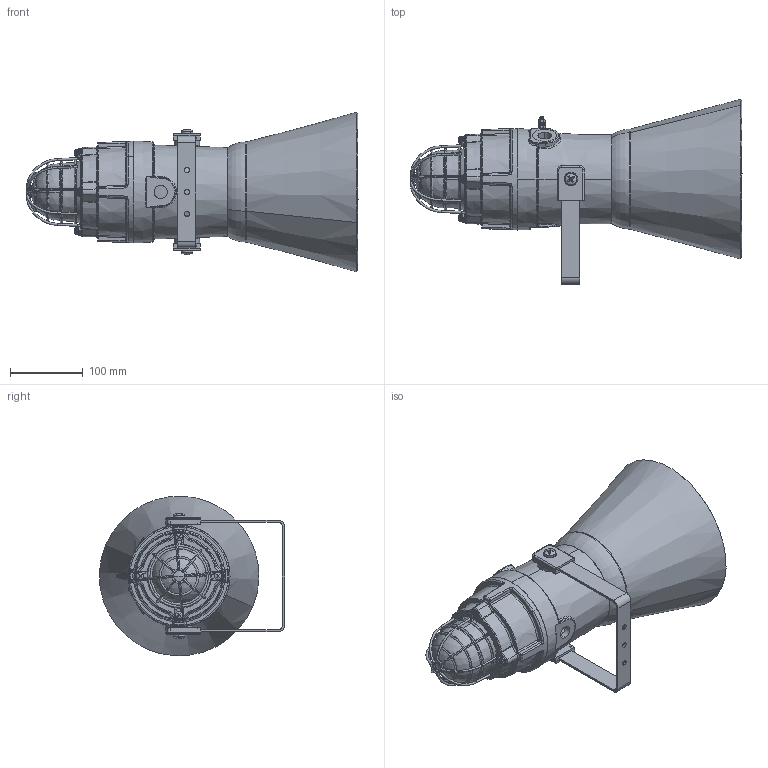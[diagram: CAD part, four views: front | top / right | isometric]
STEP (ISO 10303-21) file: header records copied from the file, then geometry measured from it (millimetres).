
FILE_DESCRIPTION (( 'STEP AP214' ), '1' );
FILE_NAME ('D190-05-401-3D_Issue_1.STEP', '2022-01-21T11:20:29', ( '' ), ( '' ), 'SwSTEP 2.0', 'SolidWorks 2021', '' );
FILE_SCHEMA (( 'AUTOMOTIVE_DESIGN' ));
Length unit declared in the file: millimetre
Products named in the file (21): Nose Cone Label LARGE; SCSTUDM5A4; SCSSM5X16A4P; S120 horn; beacon sub assy; WAM5A4; WASGM8A4; d190 lens_Diffused; WAM8A4; WASGM5A4; D2410-3D_Issue_B; SCNUTM5A4; OR544NIT070_Installed D190; D2489-3D_Issue_B_OD115; D2430-3D_Issue_B; D2411-3D_Issue_A; sounder body casting_Machined; D190-05-401-3D_Issue_1; SCSSM8X20A4P; sounder sub assy_S120 Sounder assembly; beacon casting_Machining 2D
Assembly tree (40 placements, depth 3):
  D190-05-401-3D_Issue_1
    sounder sub assy_S120 Sounder assembly
      sounder body casting_Machined
      D2430-3D_Issue_B
      D2411-3D_Issue_A  x2
      D2410-3D_Issue_B  x2
      WAM8A4  x2
      WASGM8A4  x2
      SCSSM8X20A4P  x2
      SCSTUDM5A4
      WAM5A4  x3
      WASGM5A4  x2
      SCNUTM5A4  x2
    beacon sub assy
      beacon casting_Machining 2D
      D2489-3D_Issue_B_OD115
      SCSSM5X16A4P  x4
      WAM5A4  x4
      WASGM5A4  x4
      d190 lens_Diffused
    OR544NIT070_Installed D190
    S120 horn
    Nose Cone Label LARGE
Bounding box: 456.47 x 254.68 x 219.36 mm (x, y, z)
Volume: 3378888.4 mm3; surface area: 521410.9 mm2
Topology: 50 solids, 50 shells, 1878 faces, 4589 edges, 2778 vertices
Faces by surface type: cylinder 645, plane 529, bspline 280, torus 245, cone 129, sphere 50
Entity records: 63657 total; most frequent: CARTESIAN_POINT 31011, ORIENTED_EDGE 6914, DIRECTION 5894, EDGE_CURVE 3457, AXIS2_PLACEMENT_3D 2361, VERTEX_POINT 2119, EDGE_LOOP 1490, FACE_OUTER_BOUND 1417
